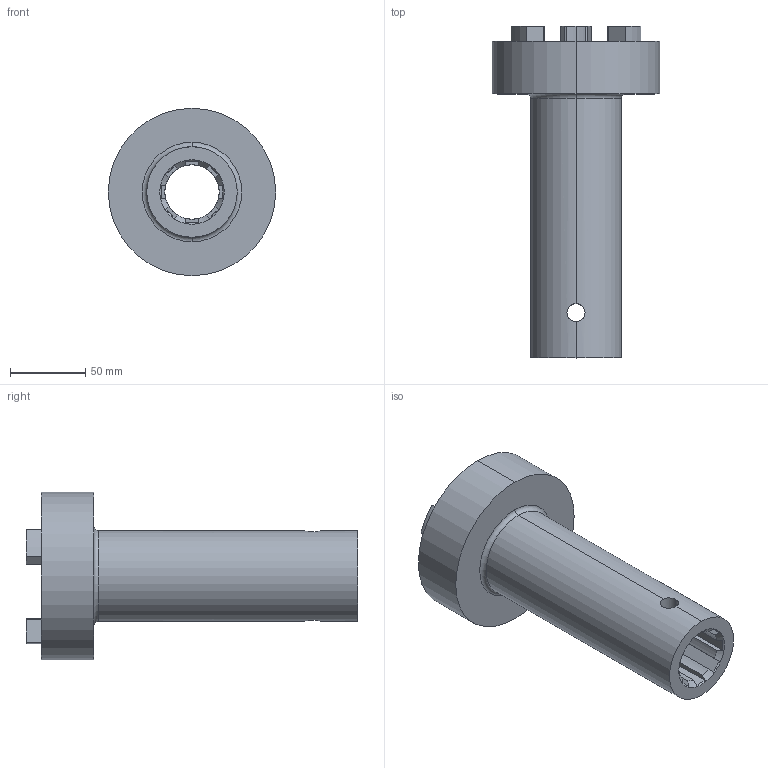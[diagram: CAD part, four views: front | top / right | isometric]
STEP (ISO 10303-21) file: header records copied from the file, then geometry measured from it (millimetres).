
FILE_DESCRIPTION (( 'STEP AP203' ), '1' );
FILE_NAME ('三爪联轴器.STEP', '2025-04-25T02:14:59', ( '' ), ( '' ), 'SwSTEP 2.0', 'SolidWorks 2021', '' );
FILE_SCHEMA (( 'CONFIG_CONTROL_DESIGN' ));
Length unit declared in the file: millimetre
Products named in the file (1): 三爪联轴器
Bounding box: 111 x 220 x 111 mm (x, y, z)
Volume: 528729.8 mm3; surface area: 98046.6 mm2
Topology: 1 solids, 1 shells, 99 faces, 289 edges, 190 vertices
Faces by surface type: plane 57, cylinder 38, cone 2, torus 2
Entity records: 3670 total; most frequent: CARTESIAN_POINT 951, ORIENTED_EDGE 578, DIRECTION 541, EDGE_CURVE 289, AXIS2_PLACEMENT_3D 194, VERTEX_POINT 190, VECTOR 153, LINE 153
